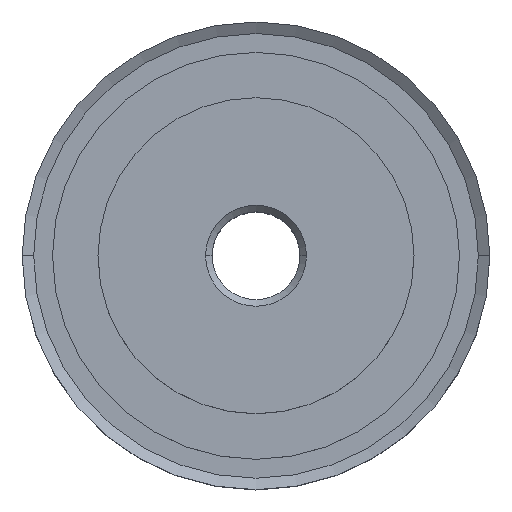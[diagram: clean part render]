
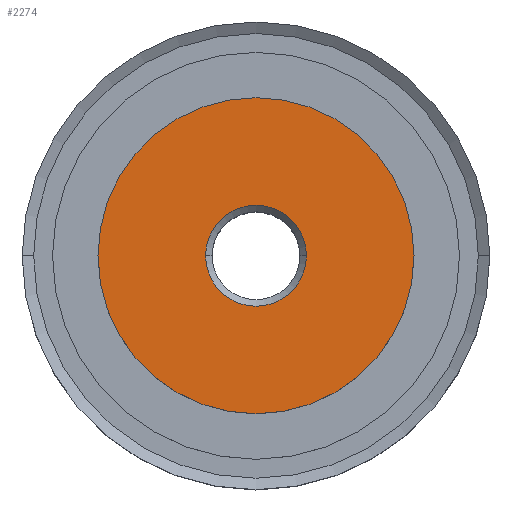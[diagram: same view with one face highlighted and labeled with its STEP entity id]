
A CAD part, top view. The second image highlights one B-rep face of the part: STEP entity #2274.
In plain terms, the highlighted planar face has unit normal (0, 0, 1).
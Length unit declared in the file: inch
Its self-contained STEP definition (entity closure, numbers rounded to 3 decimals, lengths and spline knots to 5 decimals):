
#137 = VERTEX_POINT ( 'NONE', #8352 ) ;
#351 = ORIENTED_EDGE ( 'NONE', *, *, #3170, .F. ) ;
#859 = CARTESIAN_POINT ( 'NONE',  ( 1.125, 0., 0.5 ) ) ;
#1087 = CIRCLE ( 'NONE', #6452, 1.125 ) ;
#1148 = FACE_OUTER_BOUND ( 'NONE', #3994, .T. ) ;
#1202 = CIRCLE ( 'NONE', #2563, 1.125 ) ;
#1500 = DIRECTION ( 'NONE',  ( 0., 0., 1. ) ) ;
#1706 = AXIS2_PLACEMENT_3D ( 'NONE', #2198, #6926, #2863 ) ;
#1796 = DIRECTION ( 'NONE',  ( 0., 0., -1. ) ) ;
#2015 = PLANE ( 'NONE',  #5032 ) ;
#2043 = CARTESIAN_POINT ( 'NONE',  ( 0.35938, 0., 0.5 ) ) ;
#2198 = CARTESIAN_POINT ( 'NONE',  ( 0., 0., 0.5 ) ) ;
#2274 = ADVANCED_FACE ( 'NONE', ( #2727, #1148 ), #2015, .T. ) ;
#2314 = CARTESIAN_POINT ( 'NONE',  ( 1.125, 0., 0.5 ) ) ;
#2555 = CIRCLE ( 'NONE', #1706, 0.35938 ) ;
#2563 = AXIS2_PLACEMENT_3D ( 'NONE', #7070, #3024, #7751 ) ;
#2622 = ORIENTED_EDGE ( 'NONE', *, *, #4169, .T. ) ;
#2727 = FACE_BOUND ( 'NONE', #8076, .T. ) ;
#2839 = EDGE_CURVE ( 'NONE', #8789, #137, #6082, .T. ) ;
#2863 = DIRECTION ( 'NONE',  ( 1., 0., 0. ) ) ;
#3024 = DIRECTION ( 'NONE',  ( 0., 0., -1. ) ) ;
#3170 = EDGE_CURVE ( 'NONE', #4992, #5510, #1202, .T. ) ;
#3494 = EDGE_CURVE ( 'NONE', #5510, #4992, #1087, .T. ) ;
#3808 = CARTESIAN_POINT ( 'NONE',  ( 0., 0., 0.5 ) ) ;
#3994 = EDGE_LOOP ( 'NONE', ( #351, #4438 ) ) ;
#4169 = EDGE_CURVE ( 'NONE', #137, #8789, #2555, .T. ) ;
#4438 = ORIENTED_EDGE ( 'NONE', *, *, #3494, .F. ) ;
#4490 = DIRECTION ( 'NONE',  ( 1., 0., 0. ) ) ;
#4992 = VERTEX_POINT ( 'NONE', #8275 ) ;
#5032 = AXIS2_PLACEMENT_3D ( 'NONE', #2314, #1500, #8743 ) ;
#5510 = VERTEX_POINT ( 'NONE', #859 ) ;
#5736 = ORIENTED_EDGE ( 'NONE', *, *, #2839, .T. ) ;
#5809 = CARTESIAN_POINT ( 'NONE',  ( 0., 0., 0.5 ) ) ;
#6082 = CIRCLE ( 'NONE', #8329, 0.35938 ) ;
#6452 = AXIS2_PLACEMENT_3D ( 'NONE', #5809, #1796, #6503 ) ;
#6503 = DIRECTION ( 'NONE',  ( -1., 0., 0. ) ) ;
#6926 = DIRECTION ( 'NONE',  ( 0., 0., -1. ) ) ;
#7070 = CARTESIAN_POINT ( 'NONE',  ( 0., 0., 0.5 ) ) ;
#7751 = DIRECTION ( 'NONE',  ( -1., 0., 0. ) ) ;
#8076 = EDGE_LOOP ( 'NONE', ( #5736, #2622 ) ) ;
#8275 = CARTESIAN_POINT ( 'NONE',  ( -1.125, 0., 0.5 ) ) ;
#8329 = AXIS2_PLACEMENT_3D ( 'NONE', #3808, #8549, #4490 ) ;
#8352 = CARTESIAN_POINT ( 'NONE',  ( -0.35938, 0., 0.5 ) ) ;
#8549 = DIRECTION ( 'NONE',  ( 0., 0., -1. ) ) ;
#8743 = DIRECTION ( 'NONE',  ( 1., 0., 0. ) ) ;
#8789 = VERTEX_POINT ( 'NONE', #2043 ) ;
